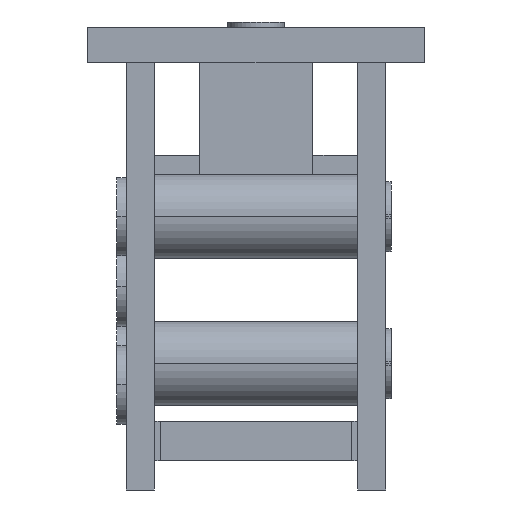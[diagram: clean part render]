
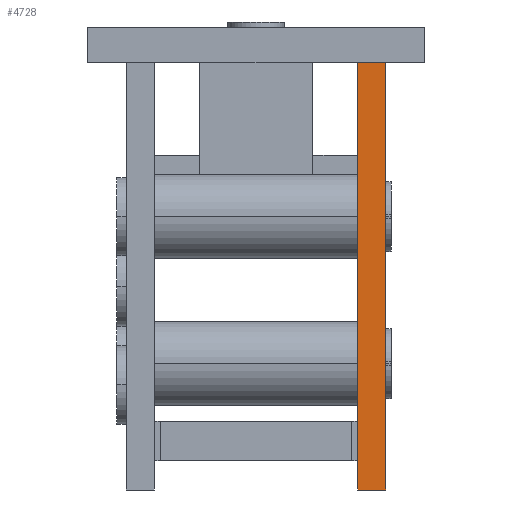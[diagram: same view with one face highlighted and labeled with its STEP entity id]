
A CAD part, front view. The second image highlights one B-rep face of the part: STEP entity #4728.
In plain terms, the highlighted planar face has unit normal (0, -1, 0).
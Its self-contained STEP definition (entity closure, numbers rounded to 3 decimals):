
#86 = CARTESIAN_POINT ( 'NONE',  ( 7.25, -48.5, -30.5 ) ) ;
#178 = ORIENTED_EDGE ( 'NONE', *, *, #9143, .T. ) ;
#264 = LINE ( 'NONE', #10237, #17801 ) ;
#2308 = ORIENTED_EDGE ( 'NONE', *, *, #8735, .T. ) ;
#2446 = VECTOR ( 'NONE', #10148, 1000. ) ;
#2615 = PLANE ( 'NONE',  #7873 ) ;
#2910 = DIRECTION ( 'NONE',  ( -1., 0., 0. ) ) ;
#3126 = CARTESIAN_POINT ( 'NONE',  ( 7.25, -48.5, 0. ) ) ;
#3319 = ORIENTED_EDGE ( 'NONE', *, *, #17209, .F. ) ;
#3581 = VECTOR ( 'NONE', #2910, 1000. ) ;
#4728 = ADVANCED_FACE ( 'NONE', ( #12150 ), #2615, .F. ) ;
#4851 = VERTEX_POINT ( 'NONE', #10277 ) ;
#5769 = DIRECTION ( 'NONE',  ( 0., 1., 0. ) ) ;
#5841 = DIRECTION ( 'NONE',  ( 0., 0., 1. ) ) ;
#6365 = CARTESIAN_POINT ( 'NONE',  ( 7.25, -48.5, -30.5 ) ) ;
#7216 = DIRECTION ( 'NONE',  ( -1., 0., 0. ) ) ;
#7319 = CARTESIAN_POINT ( 'NONE',  ( 9.25, -48.5, -30.5 ) ) ;
#7557 = LINE ( 'NONE', #7319, #2446 ) ;
#7873 = AXIS2_PLACEMENT_3D ( 'NONE', #12480, #5769, #5841 ) ;
#8224 = LINE ( 'NONE', #86, #3581 ) ;
#8735 = EDGE_CURVE ( 'NONE', #15571, #17734, #264, .T. ) ;
#9143 = EDGE_CURVE ( 'NONE', #4851, #15571, #7557, .T. ) ;
#10148 = DIRECTION ( 'NONE',  ( 0., 0., 1. ) ) ;
#10237 = CARTESIAN_POINT ( 'NONE',  ( 7.25, -48.5, 0. ) ) ;
#10277 = CARTESIAN_POINT ( 'NONE',  ( 9.25, -48.5, -30.5 ) ) ;
#10333 = CARTESIAN_POINT ( 'NONE',  ( 9.25, -48.5, 0. ) ) ;
#10876 = CARTESIAN_POINT ( 'NONE',  ( 7.25, -48.5, -30.5 ) ) ;
#11899 = VECTOR ( 'NONE', #13399, 1000. ) ;
#12150 = FACE_OUTER_BOUND ( 'NONE', #14969, .T. ) ;
#12480 = CARTESIAN_POINT ( 'NONE',  ( 7.25, -48.5, -30.5 ) ) ;
#13058 = ORIENTED_EDGE ( 'NONE', *, *, #14712, .F. ) ;
#13399 = DIRECTION ( 'NONE',  ( 0., 0., 1. ) ) ;
#13825 = VERTEX_POINT ( 'NONE', #10876 ) ;
#14712 = EDGE_CURVE ( 'NONE', #13825, #17734, #15635, .T. ) ;
#14969 = EDGE_LOOP ( 'NONE', ( #2308, #13058, #3319, #178 ) ) ;
#15571 = VERTEX_POINT ( 'NONE', #10333 ) ;
#15635 = LINE ( 'NONE', #6365, #11899 ) ;
#17209 = EDGE_CURVE ( 'NONE', #4851, #13825, #8224, .T. ) ;
#17734 = VERTEX_POINT ( 'NONE', #3126 ) ;
#17801 = VECTOR ( 'NONE', #7216, 1000. ) ;
